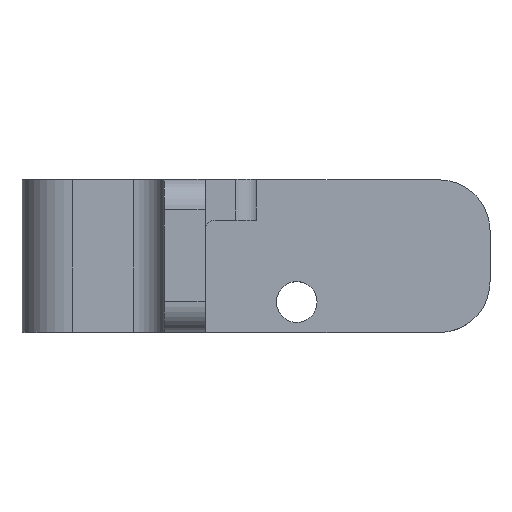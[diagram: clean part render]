
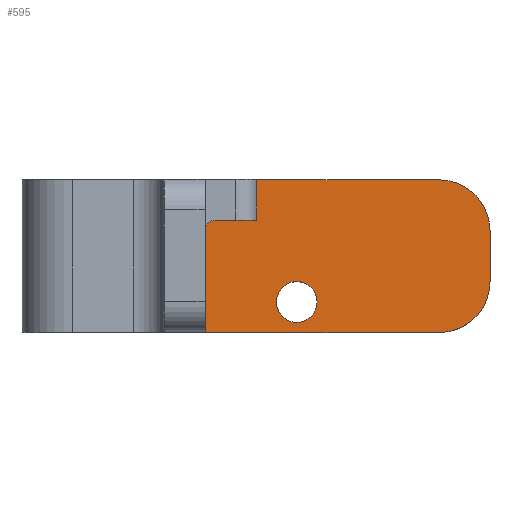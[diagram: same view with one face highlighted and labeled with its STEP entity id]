
A CAD part, top view. The second image highlights one B-rep face of the part: STEP entity #595.
In plain terms, the highlighted planar face has unit normal (0, 0, 1).
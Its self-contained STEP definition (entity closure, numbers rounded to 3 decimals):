
#17=FACE_BOUND('',#83,.T.);
#18=FACE_BOUND('',#84,.T.);
#28=PLANE('',#661);
#49=FACE_OUTER_BOUND('',#82,.T.);
#82=EDGE_LOOP('',(#478,#479,#480,#481,#482,#483));
#83=EDGE_LOOP('',(#484));
#84=EDGE_LOOP('',(#485));
#127=LINE('',#947,#184);
#136=LINE('',#970,#193);
#144=LINE('',#994,#201);
#145=LINE('',#996,#202);
#184=VECTOR('',#761,10.);
#193=VECTOR('',#780,10.);
#201=VECTOR('',#798,10.);
#202=VECTOR('',#801,10.);
#235=CIRCLE('',#655,5.);
#240=CIRCLE('',#662,5.);
#241=CIRCLE('',#663,2.);
#242=CIRCLE('',#664,2.);
#277=VERTEX_POINT('',#944);
#278=VERTEX_POINT('',#946);
#285=VERTEX_POINT('',#963);
#286=VERTEX_POINT('',#964);
#287=VERTEX_POINT('',#969);
#298=VERTEX_POINT('',#993);
#299=VERTEX_POINT('',#997);
#300=VERTEX_POINT('',#999);
#343=EDGE_CURVE('',#277,#278,#127,.T.);
#352=EDGE_CURVE('',#285,#286,#235,.T.);
#355=EDGE_CURVE('',#287,#286,#136,.T.);
#367=EDGE_CURVE('',#298,#285,#144,.T.);
#368=EDGE_CURVE('',#278,#298,#240,.T.);
#369=EDGE_CURVE('',#287,#277,#145,.T.);
#370=EDGE_CURVE('',#299,#299,#241,.T.);
#371=EDGE_CURVE('',#300,#300,#242,.T.);
#478=ORIENTED_EDGE('',*,*,#352,.F.);
#479=ORIENTED_EDGE('',*,*,#367,.F.);
#480=ORIENTED_EDGE('',*,*,#368,.F.);
#481=ORIENTED_EDGE('',*,*,#343,.F.);
#482=ORIENTED_EDGE('',*,*,#369,.F.);
#483=ORIENTED_EDGE('',*,*,#355,.T.);
#484=ORIENTED_EDGE('',*,*,#370,.T.);
#485=ORIENTED_EDGE('',*,*,#371,.T.);
#595=ADVANCED_FACE('',(#49,#17,#18),#28,.T.);
#655=AXIS2_PLACEMENT_3D('',#965,#774,#775);
#661=AXIS2_PLACEMENT_3D('',#992,#796,#797);
#662=AXIS2_PLACEMENT_3D('',#995,#799,#800);
#663=AXIS2_PLACEMENT_3D('',#998,#802,#803);
#664=AXIS2_PLACEMENT_3D('',#1000,#804,#805);
#761=DIRECTION('',(1.,0.,0.));
#774=DIRECTION('center_axis',(0.,0.,-1.));
#775=DIRECTION('ref_axis',(0.707,-0.707,0.));
#780=DIRECTION('',(1.,0.,0.));
#796=DIRECTION('center_axis',(0.,0.,1.));
#797=DIRECTION('ref_axis',(0.,-1.,0.));
#798=DIRECTION('',(0.,-1.,0.));
#799=DIRECTION('center_axis',(0.,0.,-1.));
#800=DIRECTION('ref_axis',(0.707,0.707,0.));
#801=DIRECTION('',(0.,1.,0.));
#802=DIRECTION('center_axis',(0.,0.,-1.));
#803=DIRECTION('ref_axis',(-1.,0.,0.));
#804=DIRECTION('center_axis',(0.,0.,-1.));
#805=DIRECTION('ref_axis',(-1.,0.,0.));
#944=CARTESIAN_POINT('',(4.,15.,-31.));
#946=CARTESIAN_POINT('',(41.,15.,-31.));
#947=CARTESIAN_POINT('',(0.,15.,-31.));
#963=CARTESIAN_POINT('',(46.,5.,-31.));
#964=CARTESIAN_POINT('',(41.,0.,-31.));
#965=CARTESIAN_POINT('Origin',(41.,5.,-31.));
#969=CARTESIAN_POINT('',(4.,0.,-31.));
#970=CARTESIAN_POINT('',(0.,0.,-31.));
#992=CARTESIAN_POINT('Origin',(0.,15.,-31.));
#993=CARTESIAN_POINT('',(46.,10.,-31.));
#994=CARTESIAN_POINT('',(46.,0.,-31.));
#995=CARTESIAN_POINT('Origin',(41.,10.,-31.));
#996=CARTESIAN_POINT('',(4.,11.25,-31.));
#997=CARTESIAN_POINT('',(10.,3.,-31.));
#998=CARTESIAN_POINT('Origin',(8.,3.,-31.));
#999=CARTESIAN_POINT('',(29.,3.,-31.));
#1000=CARTESIAN_POINT('Origin',(27.,3.,-31.));
